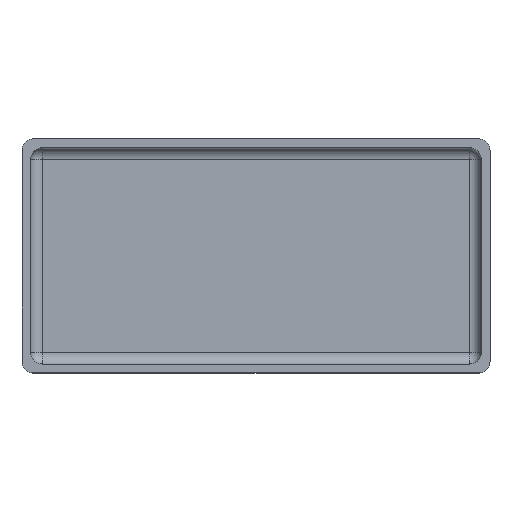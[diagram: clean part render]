
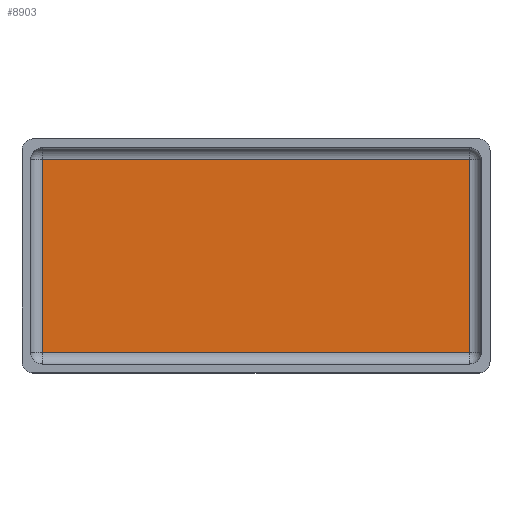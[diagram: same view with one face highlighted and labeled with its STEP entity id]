
A CAD part, top view. The second image highlights one B-rep face of the part: STEP entity #8903.
In plain terms, the highlighted planar face has unit normal (0, 0, 1).
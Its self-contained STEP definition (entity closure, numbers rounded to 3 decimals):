
#365=FACE_OUTER_BOUND('',#954,.T.);
#954=EDGE_LOOP('',(#6495,#6496,#6497,#6498));
#1852=LINE('',#13280,#3016);
#1853=LINE('',#13294,#3017);
#1855=LINE('',#13297,#3019);
#1857=LINE('',#13303,#3021);
#3016=VECTOR('',#10635,10.);
#3017=VECTOR('',#10654,10.);
#3019=VECTOR('',#10658,10.);
#3021=VECTOR('',#10666,10.);
#4109=VERTEX_POINT('',#13267);
#4112=VERTEX_POINT('',#13275);
#4114=VERTEX_POINT('',#13284);
#4116=VERTEX_POINT('',#13290);
#5032=EDGE_CURVE('',#4109,#4112,#1852,.T.);
#5039=EDGE_CURVE('',#4112,#4116,#1853,.T.);
#5041=EDGE_CURVE('',#4116,#4114,#1855,.T.);
#5044=EDGE_CURVE('',#4114,#4109,#1857,.T.);
#6495=ORIENTED_EDGE('',*,*,#5032,.F.);
#6496=ORIENTED_EDGE('',*,*,#5044,.F.);
#6497=ORIENTED_EDGE('',*,*,#5041,.F.);
#6498=ORIENTED_EDGE('',*,*,#5039,.F.);
#8410=PLANE('',#9475);
#8903=ADVANCED_FACE('',(#365),#8410,.F.);
#9475=AXIS2_PLACEMENT_3D('',#13318,#10685,#10686);
#10635=DIRECTION('',(1.,0.,0.));
#10654=DIRECTION('',(0.,-1.,0.));
#10658=DIRECTION('',(-1.,0.,0.));
#10666=DIRECTION('',(0.,1.,0.));
#10685=DIRECTION('center_axis',(0.,0.,-1.));
#10686=DIRECTION('ref_axis',(0.,1.,0.));
#13267=CARTESIAN_POINT('',(-365.,165.,30.));
#13275=CARTESIAN_POINT('',(365.,165.,30.));
#13280=CARTESIAN_POINT('',(125.,165.,30.));
#13284=CARTESIAN_POINT('',(-365.,-165.,30.));
#13290=CARTESIAN_POINT('',(365.,-165.,30.));
#13294=CARTESIAN_POINT('',(365.,150.,30.));
#13297=CARTESIAN_POINT('',(125.,-165.,30.));
#13303=CARTESIAN_POINT('',(-365.,150.,30.));
#13318=CARTESIAN_POINT('Origin',(380.,150.,30.));
